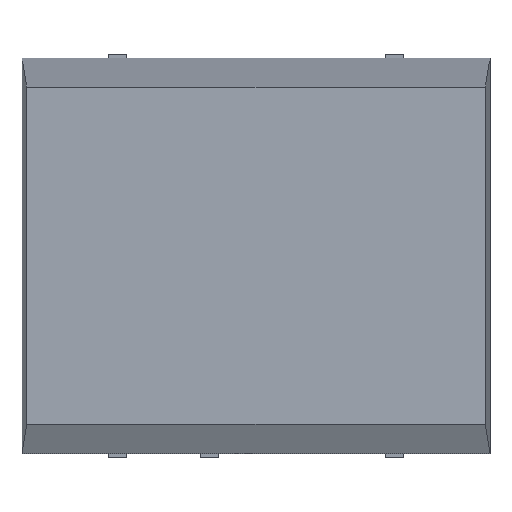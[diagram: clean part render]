
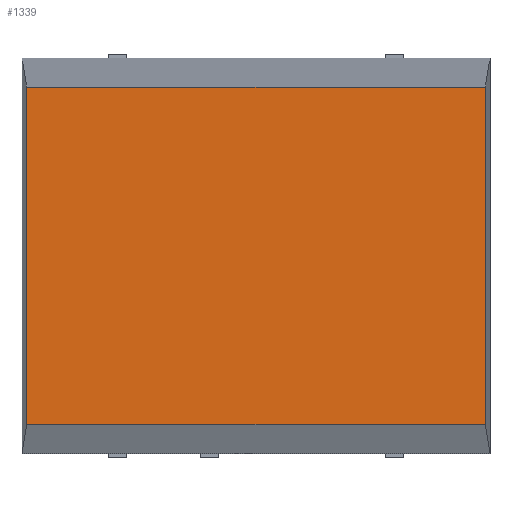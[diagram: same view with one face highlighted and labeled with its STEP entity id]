
A CAD part, top view. The second image highlights one B-rep face of the part: STEP entity #1339.
In plain terms, the highlighted planar face has unit normal (0, 0, 1).
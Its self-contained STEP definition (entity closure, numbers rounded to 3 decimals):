
#100 = PLANE('',#101);
#101 = AXIS2_PLACEMENT_3D('',#102,#103,#104);
#102 = CARTESIAN_POINT('',(0.,1.34,1.8));
#103 = DIRECTION('',(0.,-0.988,0.156));
#104 = DIRECTION('',(0.,0.156,0.988));
#452 = VERTEX_POINT('',#453);
#453 = CARTESIAN_POINT('',(0.13,2.145,6.9));
#466 = PLANE('',#467);
#467 = AXIS2_PLACEMENT_3D('',#468,#469,#470);
#468 = CARTESIAN_POINT('',(0.13,0.,6.9));
#469 = DIRECTION('',(-1.,0.,0.025));
#470 = DIRECTION('',(-0.025,0.,
    -1.));
#479 = VERTEX_POINT('',#480);
#480 = CARTESIAN_POINT('',(12.77,2.145,6.9));
#493 = PLANE('',#494);
#494 = AXIS2_PLACEMENT_3D('',#495,#496,#497);
#495 = CARTESIAN_POINT('',(12.77,0.,6.9));
#496 = DIRECTION('',(-1.,0.,-0.025));
#497 = DIRECTION('',(0.025,0.,-1.
    ));
#504 = EDGE_CURVE('',#452,#479,#505,.T.);
#505 = SURFACE_CURVE('',#506,(#510,#517),.PCURVE_S1.);
#506 = LINE('',#507,#508);
#507 = CARTESIAN_POINT('',(0.,2.145,6.9));
#508 = VECTOR('',#509,1.);
#509 = DIRECTION('',(1.,0.,0.));
#510 = PCURVE('',#100,#511);
#511 = DEFINITIONAL_REPRESENTATION('',(#512),#516);
#512 = LINE('',#513,#514);
#513 = CARTESIAN_POINT('',(5.163,0.));
#514 = VECTOR('',#515,1.);
#515 = DIRECTION('',(0.,-1.));
#516 = ( GEOMETRIC_REPRESENTATION_CONTEXT(2) 
PARAMETRIC_REPRESENTATION_CONTEXT() REPRESENTATION_CONTEXT('2D SPACE',''
  ) );
#517 = PCURVE('',#518,#523);
#518 = PLANE('',#519);
#519 = AXIS2_PLACEMENT_3D('',#520,#521,#522);
#520 = CARTESIAN_POINT('',(0.,2.145,6.9));
#521 = DIRECTION('',(0.,0.,1.));
#522 = DIRECTION('',(0.,1.,0.));
#523 = DEFINITIONAL_REPRESENTATION('',(#524),#528);
#524 = LINE('',#525,#526);
#525 = CARTESIAN_POINT('',(0.,0.));
#526 = VECTOR('',#527,1.);
#527 = DIRECTION('',(0.,-1.));
#528 = ( GEOMETRIC_REPRESENTATION_CONTEXT(2) 
PARAMETRIC_REPRESENTATION_CONTEXT() REPRESENTATION_CONTEXT('2D SPACE',''
  ) );
#873 = PLANE('',#874);
#874 = AXIS2_PLACEMENT_3D('',#875,#876,#877);
#875 = CARTESIAN_POINT('',(0.,11.435,6.9));
#876 = DIRECTION('',(0.,0.988,0.156));
#877 = DIRECTION('',(0.,0.156,-0.988));
#1297 = EDGE_CURVE('',#452,#1298,#1300,.T.);
#1298 = VERTEX_POINT('',#1299);
#1299 = CARTESIAN_POINT('',(0.13,11.435,6.9));
#1300 = SURFACE_CURVE('',#1301,(#1305,#1312),.PCURVE_S1.);
#1301 = LINE('',#1302,#1303);
#1302 = CARTESIAN_POINT('',(0.13,0.,6.9));
#1303 = VECTOR('',#1304,1.);
#1304 = DIRECTION('',(0.,1.,0.));
#1305 = PCURVE('',#466,#1306);
#1306 = DEFINITIONAL_REPRESENTATION('',(#1307),#1311);
#1307 = LINE('',#1308,#1309);
#1308 = CARTESIAN_POINT('',(0.,0.));
#1309 = VECTOR('',#1310,1.);
#1310 = DIRECTION('',(0.,-1.));
#1311 = ( GEOMETRIC_REPRESENTATION_CONTEXT(2) 
PARAMETRIC_REPRESENTATION_CONTEXT() REPRESENTATION_CONTEXT('2D SPACE',''
  ) );
#1312 = PCURVE('',#518,#1313);
#1313 = DEFINITIONAL_REPRESENTATION('',(#1314),#1318);
#1314 = LINE('',#1315,#1316);
#1315 = CARTESIAN_POINT('',(-2.145,-0.13));
#1316 = VECTOR('',#1317,1.);
#1317 = DIRECTION('',(1.,0.));
#1318 = ( GEOMETRIC_REPRESENTATION_CONTEXT(2) 
PARAMETRIC_REPRESENTATION_CONTEXT() REPRESENTATION_CONTEXT('2D SPACE',''
  ) );
#1339 = ADVANCED_FACE('',(#1340),#518,.T.);
#1340 = FACE_BOUND('',#1341,.T.);
#1341 = EDGE_LOOP('',(#1342,#1343,#1344,#1367));
#1342 = ORIENTED_EDGE('',*,*,#1297,.F.);
#1343 = ORIENTED_EDGE('',*,*,#504,.T.);
#1344 = ORIENTED_EDGE('',*,*,#1345,.T.);
#1345 = EDGE_CURVE('',#479,#1346,#1348,.T.);
#1346 = VERTEX_POINT('',#1347);
#1347 = CARTESIAN_POINT('',(12.77,11.435,6.9));
#1348 = SURFACE_CURVE('',#1349,(#1353,#1360),.PCURVE_S1.);
#1349 = LINE('',#1350,#1351);
#1350 = CARTESIAN_POINT('',(12.77,0.,6.9));
#1351 = VECTOR('',#1352,1.);
#1352 = DIRECTION('',(0.,1.,0.));
#1353 = PCURVE('',#518,#1354);
#1354 = DEFINITIONAL_REPRESENTATION('',(#1355),#1359);
#1355 = LINE('',#1356,#1357);
#1356 = CARTESIAN_POINT('',(-2.145,-12.77));
#1357 = VECTOR('',#1358,1.);
#1358 = DIRECTION('',(1.,0.));
#1359 = ( GEOMETRIC_REPRESENTATION_CONTEXT(2) 
PARAMETRIC_REPRESENTATION_CONTEXT() REPRESENTATION_CONTEXT('2D SPACE',''
  ) );
#1360 = PCURVE('',#493,#1361);
#1361 = DEFINITIONAL_REPRESENTATION('',(#1362),#1366);
#1362 = LINE('',#1363,#1364);
#1363 = CARTESIAN_POINT('',(0.,0.));
#1364 = VECTOR('',#1365,1.);
#1365 = DIRECTION('',(0.,-1.));
#1366 = ( GEOMETRIC_REPRESENTATION_CONTEXT(2) 
PARAMETRIC_REPRESENTATION_CONTEXT() REPRESENTATION_CONTEXT('2D SPACE',''
  ) );
#1367 = ORIENTED_EDGE('',*,*,#1368,.F.);
#1368 = EDGE_CURVE('',#1298,#1346,#1369,.T.);
#1369 = SURFACE_CURVE('',#1370,(#1374,#1381),.PCURVE_S1.);
#1370 = LINE('',#1371,#1372);
#1371 = CARTESIAN_POINT('',(0.,11.435,6.9));
#1372 = VECTOR('',#1373,1.);
#1373 = DIRECTION('',(1.,0.,0.));
#1374 = PCURVE('',#518,#1375);
#1375 = DEFINITIONAL_REPRESENTATION('',(#1376),#1380);
#1376 = LINE('',#1377,#1378);
#1377 = CARTESIAN_POINT('',(9.29,0.));
#1378 = VECTOR('',#1379,1.);
#1379 = DIRECTION('',(0.,-1.));
#1380 = ( GEOMETRIC_REPRESENTATION_CONTEXT(2) 
PARAMETRIC_REPRESENTATION_CONTEXT() REPRESENTATION_CONTEXT('2D SPACE',''
  ) );
#1381 = PCURVE('',#873,#1382);
#1382 = DEFINITIONAL_REPRESENTATION('',(#1383),#1387);
#1383 = LINE('',#1384,#1385);
#1384 = CARTESIAN_POINT('',(0.,0.));
#1385 = VECTOR('',#1386,1.);
#1386 = DIRECTION('',(0.,-1.));
#1387 = ( GEOMETRIC_REPRESENTATION_CONTEXT(2) 
PARAMETRIC_REPRESENTATION_CONTEXT() REPRESENTATION_CONTEXT('2D SPACE',''
  ) );
